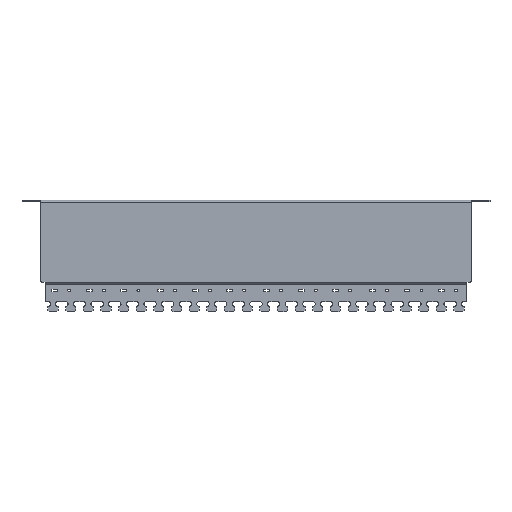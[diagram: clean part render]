
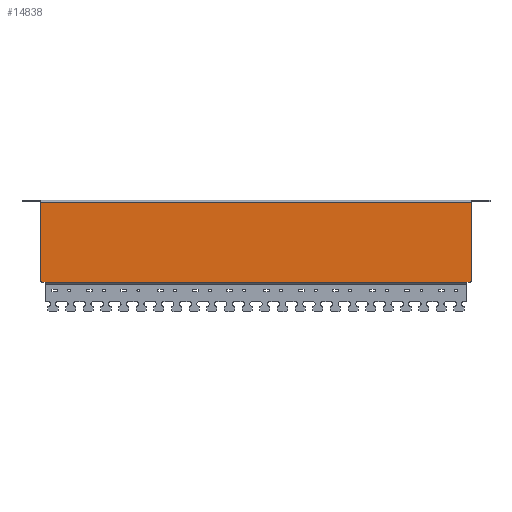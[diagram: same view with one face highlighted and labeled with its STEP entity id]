
A CAD part, front view. The second image highlights one B-rep face of the part: STEP entity #14838.
In plain terms, the highlighted planar face has unit normal (0, -1, 0).
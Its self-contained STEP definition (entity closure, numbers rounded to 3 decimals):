
#314 = CARTESIAN_POINT ( 'NONE',  ( -222.5, -22., 0. ) ) ;
#550 = DIRECTION ( 'NONE',  ( 0., -1., 0. ) ) ;
#928 = EDGE_CURVE ( 'NONE', #22686, #31061, #24196, .T. ) ;
#1306 = CARTESIAN_POINT ( 'NONE',  ( 217.5, -22., -83. ) ) ;
#1894 = VERTEX_POINT ( 'NONE', #1306 ) ;
#2373 = CARTESIAN_POINT ( 'NONE',  ( 222.5, -22., -81. ) ) ;
#3590 = EDGE_CURVE ( 'NONE', #68518, #56110, #78255, .T. ) ;
#6513 = DIRECTION ( 'NONE',  ( 0., 0., -1. ) ) ;
#6985 = DIRECTION ( 'NONE',  ( 0., -1., 0. ) ) ;
#8228 = CIRCLE ( 'NONE', #69534, 2. ) ;
#9359 = FACE_OUTER_BOUND ( 'NONE', #22796, .T. ) ;
#10176 = VECTOR ( 'NONE', #71593, 1000. ) ;
#10564 = VERTEX_POINT ( 'NONE', #35318 ) ;
#12114 = EDGE_CURVE ( 'NONE', #42982, #31061, #8228, .T. ) ;
#12628 = CARTESIAN_POINT ( 'NONE',  ( -217.5, -22., -83. ) ) ;
#14838 = ADVANCED_FACE ( 'NONE', ( #9359 ), #55389, .T. ) ;
#15029 = VECTOR ( 'NONE', #78192, 1000. ) ;
#17412 = ORIENTED_EDGE ( 'NONE', *, *, #928, .F. ) ;
#18596 = ORIENTED_EDGE ( 'NONE', *, *, #21390, .T. ) ;
#21390 = EDGE_CURVE ( 'NONE', #68518, #1894, #34279, .T. ) ;
#21843 = EDGE_CURVE ( 'NONE', #42982, #1894, #35127, .T. ) ;
#21927 = CARTESIAN_POINT ( 'NONE',  ( -222.5, -22., -83. ) ) ;
#22686 = VERTEX_POINT ( 'NONE', #24072 ) ;
#22796 = EDGE_LOOP ( 'NONE', ( #75981, #79144, #36713, #18596, #25758, #28485, #17412, #34805 ) ) ;
#24072 = CARTESIAN_POINT ( 'NONE',  ( 222.5, -22., -0.5 ) ) ;
#24196 = LINE ( 'NONE', #77579, #71278 ) ;
#25539 = CARTESIAN_POINT ( 'NONE',  ( -222.5, -22., -83. ) ) ;
#25758 = ORIENTED_EDGE ( 'NONE', *, *, #21843, .F. ) ;
#28485 = ORIENTED_EDGE ( 'NONE', *, *, #12114, .T. ) ;
#28692 = CARTESIAN_POINT ( 'NONE',  ( -217.5, -22., -83. ) ) ;
#31061 = VERTEX_POINT ( 'NONE', #2373 ) ;
#31971 = DIRECTION ( 'NONE',  ( -1., 0., 0. ) ) ;
#33626 = CARTESIAN_POINT ( 'NONE',  ( -222.5, -22., -0.5 ) ) ;
#34279 = LINE ( 'NONE', #28692, #63059 ) ;
#34805 = ORIENTED_EDGE ( 'NONE', *, *, #63477, .T. ) ;
#35127 = LINE ( 'NONE', #21927, #76449 ) ;
#35318 = CARTESIAN_POINT ( 'NONE',  ( -222.5, -22., -81. ) ) ;
#36713 = ORIENTED_EDGE ( 'NONE', *, *, #3590, .F. ) ;
#37321 = CARTESIAN_POINT ( 'NONE',  ( 220.5, -22., -81. ) ) ;
#39299 = AXIS2_PLACEMENT_3D ( 'NONE', #43749, #6985, #49956 ) ;
#40344 = EDGE_CURVE ( 'NONE', #10564, #56867, #57233, .T. ) ;
#42982 = VERTEX_POINT ( 'NONE', #76554 ) ;
#43293 = DIRECTION ( 'NONE',  ( 0., -1., 0. ) ) ;
#43505 = DIRECTION ( 'NONE',  ( 0., 0., -1. ) ) ;
#43749 = CARTESIAN_POINT ( 'NONE',  ( -220.5, -22., -81. ) ) ;
#45524 = VECTOR ( 'NONE', #31971, 1000. ) ;
#49956 = DIRECTION ( 'NONE',  ( 0., 0., -1. ) ) ;
#52032 = CARTESIAN_POINT ( 'NONE',  ( -222.5, -22., 0. ) ) ;
#55389 = PLANE ( 'NONE',  #60464 ) ;
#55804 = CARTESIAN_POINT ( 'NONE',  ( -220.5, -22., -83. ) ) ;
#56110 = VERTEX_POINT ( 'NONE', #55804 ) ;
#56867 = VERTEX_POINT ( 'NONE', #33626 ) ;
#57233 = LINE ( 'NONE', #52032, #10176 ) ;
#59303 = DIRECTION ( 'NONE',  ( 1., 0., 0. ) ) ;
#60464 = AXIS2_PLACEMENT_3D ( 'NONE', #314, #43293, #6513 ) ;
#63059 = VECTOR ( 'NONE', #59303, 1000. ) ;
#63477 = EDGE_CURVE ( 'NONE', #22686, #56867, #67925, .T. ) ;
#66053 = CARTESIAN_POINT ( 'NONE',  ( -222.5, -22., -0.5 ) ) ;
#67925 = LINE ( 'NONE', #66053, #15029 ) ;
#68518 = VERTEX_POINT ( 'NONE', #12628 ) ;
#69534 = AXIS2_PLACEMENT_3D ( 'NONE', #37321, #550, #43505 ) ;
#71278 = VECTOR ( 'NONE', #76787, 1000. ) ;
#71593 = DIRECTION ( 'NONE',  ( 0., 0., 1. ) ) ;
#71941 = CIRCLE ( 'NONE', #39299, 2. ) ;
#73073 = EDGE_CURVE ( 'NONE', #10564, #56110, #71941, .T. ) ;
#75981 = ORIENTED_EDGE ( 'NONE', *, *, #40344, .F. ) ;
#76211 = DIRECTION ( 'NONE',  ( -1., 0., 0. ) ) ;
#76449 = VECTOR ( 'NONE', #76211, 1000. ) ;
#76554 = CARTESIAN_POINT ( 'NONE',  ( 220.5, -22., -83. ) ) ;
#76787 = DIRECTION ( 'NONE',  ( 0., 0., -1. ) ) ;
#77579 = CARTESIAN_POINT ( 'NONE',  ( 222.5, -22., -83. ) ) ;
#78192 = DIRECTION ( 'NONE',  ( -1., 0., 0. ) ) ;
#78255 = LINE ( 'NONE', #25539, #45524 ) ;
#79144 = ORIENTED_EDGE ( 'NONE', *, *, #73073, .T. ) ;
